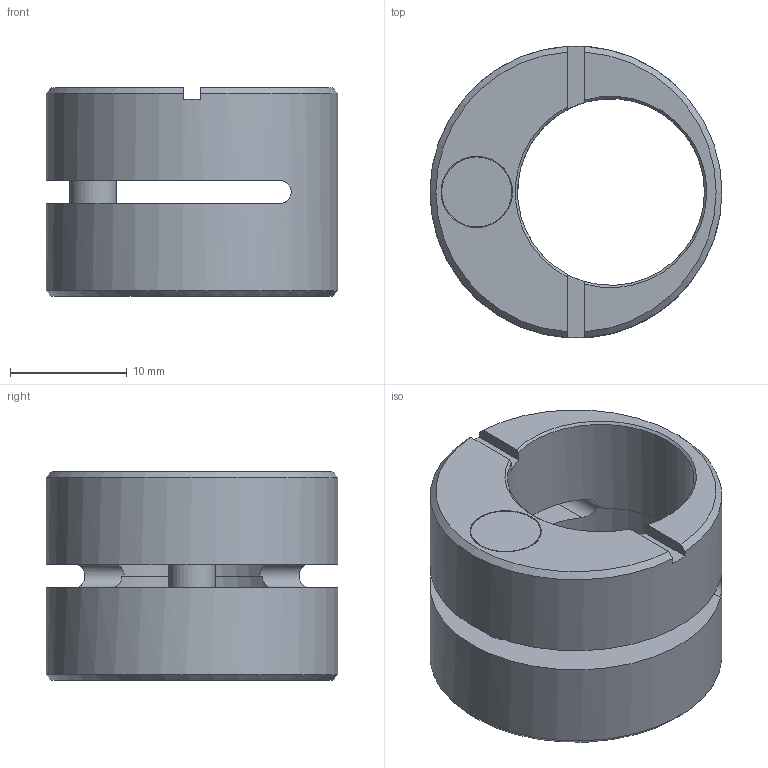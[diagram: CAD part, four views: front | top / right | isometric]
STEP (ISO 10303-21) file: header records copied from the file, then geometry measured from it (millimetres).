
FILE_DESCRIPTION( ( 'Unknown' ), '1' );
FILE_NAME( 'PT58-1625.stp', 'Unknown', ( 'Unknown' ), ( 'Unknown' ), 'PSStep 16.0.42', 'Unknown', ' ' );
FILE_SCHEMA( ( 'AUTOMOTIVE_DESIGN { 1 0 10303 214 1 1 1 1 }' ) );
Length unit declared in the file: millimetre
Products named in the file (1): 1
Bounding box: 25 x 25 x 17.9 mm (x, y, z)
Volume: 4592.3 mm3; surface area: 3204.2 mm2
Topology: 1 solids, 1 shells, 29 faces, 82 edges, 54 vertices
Faces by surface type: plane 14, cylinder 8, cone 7
Full cylindrical faces by diameter (mm): 4 x1, 4.917 x1, 6 x1, 16 x1, 16.3 x1, 25 x1
Entity records: 1170 total; most frequent: CARTESIAN_POINT 244, DIRECTION 140, ORIENTED_EDGE 130, EDGE_CURVE 65, AXIS2_PLACEMENT_3D 59, VERTEX_POINT 47, EDGE_LOOP 44, FACE_OUTER_BOUND 35
